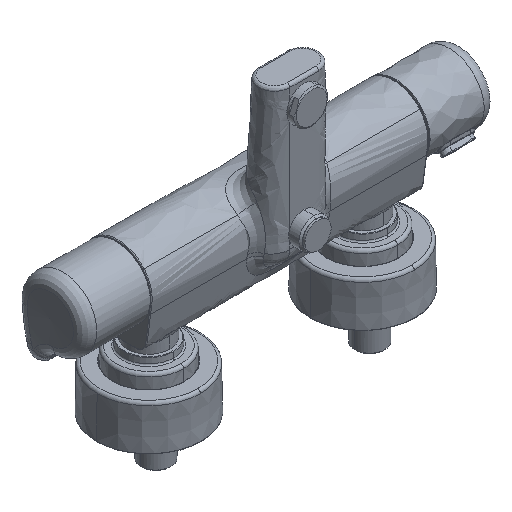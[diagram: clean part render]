
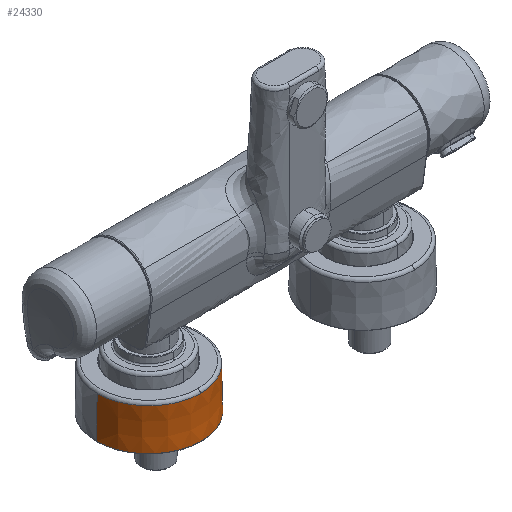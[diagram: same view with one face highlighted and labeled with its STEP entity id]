
A CAD part, isometric view. The second image highlights one B-rep face of the part: STEP entity #24330.
In plain terms, the highlighted conical face has half-angle 1 degrees and reference radius 36.2 mm.
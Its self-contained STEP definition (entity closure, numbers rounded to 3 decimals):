
#814 = DIRECTION ( 'NONE',  ( 0., 0., 1. ) ) ;
#863 = CONICAL_SURFACE ( 'NONE', #22692, 36.2, 0.017 ) ;
#935 = VERTEX_POINT ( 'NONE', #19349 ) ;
#1346 = ORIENTED_EDGE ( 'NONE', *, *, #12966, .T. ) ;
#1603 = DIRECTION ( 'NONE',  ( 0., 0., -1. ) ) ;
#3004 = AXIS2_PLACEMENT_3D ( 'NONE', #10131, #16016, #23243 ) ;
#3318 = CARTESIAN_POINT ( 'NONE',  ( 470.789, 692.5, 1092.02 ) ) ;
#3881 = EDGE_CURVE ( 'NONE', #13023, #935, #8762, .T. ) ;
#4179 = EDGE_CURVE ( 'NONE', #19742, #13023, #6137, .T. ) ;
#4518 = CARTESIAN_POINT ( 'NONE',  ( 434.053, 692.5, 1061.325 ) ) ;
#5214 = EDGE_LOOP ( 'NONE', ( #12794, #8376, #19485, #14928, #1346, #19751 ) ) ;
#6137 = CIRCLE ( 'NONE', #3004, 36.234 ) ;
#8104 = EDGE_CURVE ( 'NONE', #19742, #21270, #11542, .T. ) ;
#8376 = ORIENTED_EDGE ( 'NONE', *, *, #3881, .T. ) ;
#8396 = VERTEX_POINT ( 'NONE', #19998 ) ;
#8598 = DIRECTION ( 'NONE',  ( 0.017, 0., -1. ) ) ;
#8762 = CIRCLE ( 'NONE', #15339, 36.234 ) ;
#9182 = DIRECTION ( 'NONE',  ( 0., 0., 1. ) ) ;
#10131 = CARTESIAN_POINT ( 'NONE',  ( 470.789, 692.5, 1090.055 ) ) ;
#11542 = LINE ( 'NONE', #23515, #15914 ) ;
#12700 = DIRECTION ( 'NONE',  ( 0., 1., 0. ) ) ;
#12794 = ORIENTED_EDGE ( 'NONE', *, *, #4179, .T. ) ;
#12960 = VECTOR ( 'NONE', #23864, 1000. ) ;
#12966 = EDGE_CURVE ( 'NONE', #8396, #21270, #23457, .T. ) ;
#13023 = VERTEX_POINT ( 'NONE', #20735 ) ;
#14238 = EDGE_CURVE ( 'NONE', #21940, #8396, #22278, .T. ) ;
#14407 = FACE_OUTER_BOUND ( 'NONE', #5214, .T. ) ;
#14928 = ORIENTED_EDGE ( 'NONE', *, *, #14238, .T. ) ;
#15324 = DIRECTION ( 'NONE',  ( 0., -1., 0. ) ) ;
#15333 = LINE ( 'NONE', #22148, #12960 ) ;
#15339 = AXIS2_PLACEMENT_3D ( 'NONE', #17111, #22774, #15324 ) ;
#15663 = DIRECTION ( 'NONE',  ( 0., 1., 0. ) ) ;
#15914 = VECTOR ( 'NONE', #8598, 1000. ) ;
#16016 = DIRECTION ( 'NONE',  ( 0., 0., -1. ) ) ;
#16414 = CARTESIAN_POINT ( 'NONE',  ( 507.023, 692.5, 1090.055 ) ) ;
#17111 = CARTESIAN_POINT ( 'NONE',  ( 470.789, 692.5, 1090.055 ) ) ;
#18352 = CARTESIAN_POINT ( 'NONE',  ( 470.789, 692.5, 1061.325 ) ) ;
#19349 = CARTESIAN_POINT ( 'NONE',  ( 434.555, 692.5, 1090.055 ) ) ;
#19485 = ORIENTED_EDGE ( 'NONE', *, *, #24315, .T. ) ;
#19742 = VERTEX_POINT ( 'NONE', #16414 ) ;
#19751 = ORIENTED_EDGE ( 'NONE', *, *, #8104, .F. ) ;
#19998 = CARTESIAN_POINT ( 'NONE',  ( 470.789, 655.764, 1061.325 ) ) ;
#20263 = AXIS2_PLACEMENT_3D ( 'NONE', #21296, #814, #15663 ) ;
#20735 = CARTESIAN_POINT ( 'NONE',  ( 470.789, 656.266, 1090.055 ) ) ;
#21270 = VERTEX_POINT ( 'NONE', #23390 ) ;
#21296 = CARTESIAN_POINT ( 'NONE',  ( 470.789, 692.5, 1061.325 ) ) ;
#21940 = VERTEX_POINT ( 'NONE', #4518 ) ;
#22148 = CARTESIAN_POINT ( 'NONE',  ( 434.589, 692.5, 1092.02 ) ) ;
#22278 = CIRCLE ( 'NONE', #20263, 36.736 ) ;
#22692 = AXIS2_PLACEMENT_3D ( 'NONE', #3318, #1603, #23777 ) ;
#22774 = DIRECTION ( 'NONE',  ( 0., 0., -1. ) ) ;
#23243 = DIRECTION ( 'NONE',  ( 0., -1., 0. ) ) ;
#23390 = CARTESIAN_POINT ( 'NONE',  ( 507.525, 692.5, 1061.325 ) ) ;
#23392 = AXIS2_PLACEMENT_3D ( 'NONE', #18352, #9182, #12700 ) ;
#23457 = CIRCLE ( 'NONE', #23392, 36.736 ) ;
#23515 = CARTESIAN_POINT ( 'NONE',  ( 506.989, 692.5, 1092.02 ) ) ;
#23777 = DIRECTION ( 'NONE',  ( 1., 0., 0. ) ) ;
#23864 = DIRECTION ( 'NONE',  ( -0.017, 0., -1. ) ) ;
#24315 = EDGE_CURVE ( 'NONE', #935, #21940, #15333, .T. ) ;
#24330 = ADVANCED_FACE ( 'NONE', ( #14407 ), #863, .T. ) ;
